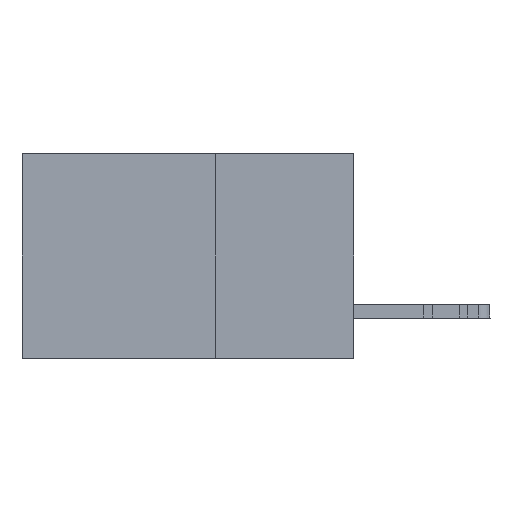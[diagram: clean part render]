
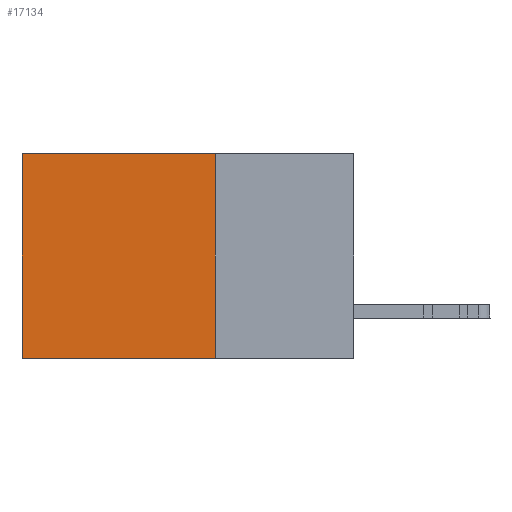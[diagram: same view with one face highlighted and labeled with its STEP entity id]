
A CAD part, left-side view. The second image highlights one B-rep face of the part: STEP entity #17134.
In plain terms, the highlighted planar face has unit normal (-1, 0, 0).
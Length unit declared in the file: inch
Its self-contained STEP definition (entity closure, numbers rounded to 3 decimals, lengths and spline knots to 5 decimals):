
#1290 = CARTESIAN_POINT ( 'NONE',  ( 0.2875, 0.25, 0. ) ) ;
#1577 = CARTESIAN_POINT ( 'NONE',  ( 0.2875, 0.6, 0. ) ) ;
#2690 = DIRECTION ( 'NONE',  ( 0., 1., 0. ) ) ;
#5509 = CARTESIAN_POINT ( 'NONE',  ( 0.2875, 0.25, -0.37 ) ) ;
#6135 = LINE ( 'NONE', #1290, #27253 ) ;
#6323 = CARTESIAN_POINT ( 'NONE',  ( 0.2875, 0.25, 0. ) ) ;
#7773 = ORIENTED_EDGE ( 'NONE', *, *, #35569, .F. ) ;
#10241 = VERTEX_POINT ( 'NONE', #27997 ) ;
#11547 = VERTEX_POINT ( 'NONE', #1577 ) ;
#14705 = VERTEX_POINT ( 'NONE', #38247 ) ;
#17134 = ADVANCED_FACE ( 'NONE', ( #31102 ), #26549, .F. ) ;
#17424 = EDGE_CURVE ( 'NONE', #11547, #14705, #35809, .T. ) ;
#18337 = VECTOR ( 'NONE', #36877, 39.37008 ) ;
#21968 = DIRECTION ( 'NONE',  ( 0., 0., -1. ) ) ;
#24446 = DIRECTION ( 'NONE',  ( 0., 0., -1. ) ) ;
#25241 = EDGE_CURVE ( 'NONE', #28018, #10241, #6135, .T. ) ;
#26112 = DIRECTION ( 'NONE',  ( 0., 0., -1. ) ) ;
#26188 = CARTESIAN_POINT ( 'NONE',  ( 0.2875, 0.25, 0. ) ) ;
#26549 = PLANE ( 'NONE',  #41277 ) ;
#27253 = VECTOR ( 'NONE', #21968, 39.37008 ) ;
#27294 = LINE ( 'NONE', #26188, #30986 ) ;
#27410 = CARTESIAN_POINT ( 'NONE',  ( 0.2875, 0.25, 0. ) ) ;
#27738 = CARTESIAN_POINT ( 'NONE',  ( 0.2875, 0.6, 0. ) ) ;
#27997 = CARTESIAN_POINT ( 'NONE',  ( 0.2875, 0.25, -0.37 ) ) ;
#28018 = VERTEX_POINT ( 'NONE', #27410 ) ;
#29974 = DIRECTION ( 'NONE',  ( 1., 0., 0. ) ) ;
#30544 = ORIENTED_EDGE ( 'NONE', *, *, #40887, .T. ) ;
#30887 = ORIENTED_EDGE ( 'NONE', *, *, #17424, .T. ) ;
#30986 = VECTOR ( 'NONE', #2690, 39.37008 ) ;
#31102 = FACE_OUTER_BOUND ( 'NONE', #38255, .T. ) ;
#35569 = EDGE_CURVE ( 'NONE', #10241, #14705, #43292, .T. ) ;
#35809 = LINE ( 'NONE', #27738, #36366 ) ;
#36366 = VECTOR ( 'NONE', #24446, 39.37008 ) ;
#36877 = DIRECTION ( 'NONE',  ( 0., 1., 0. ) ) ;
#38247 = CARTESIAN_POINT ( 'NONE',  ( 0.2875, 0.6, -0.37 ) ) ;
#38255 = EDGE_LOOP ( 'NONE', ( #30887, #7773, #39765, #30544 ) ) ;
#39765 = ORIENTED_EDGE ( 'NONE', *, *, #25241, .F. ) ;
#40887 = EDGE_CURVE ( 'NONE', #28018, #11547, #27294, .T. ) ;
#41277 = AXIS2_PLACEMENT_3D ( 'NONE', #6323, #29974, #26112 ) ;
#43292 = LINE ( 'NONE', #5509, #18337 ) ;
